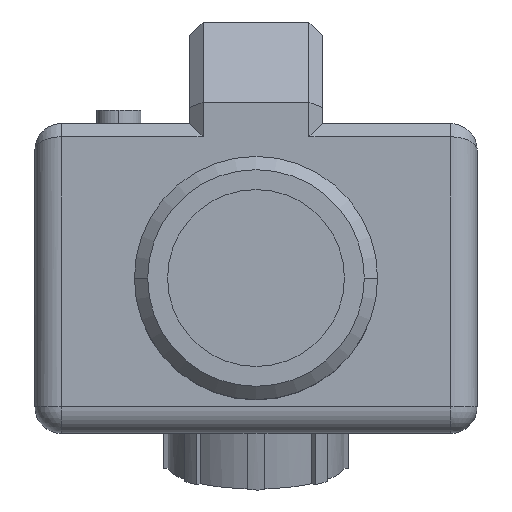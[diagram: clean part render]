
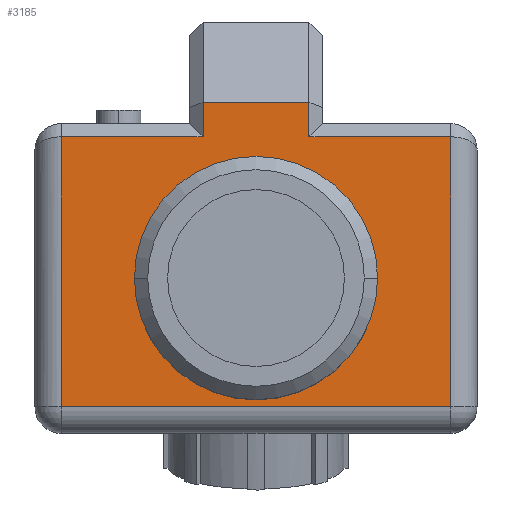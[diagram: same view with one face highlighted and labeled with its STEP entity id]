
A CAD part, top view. The second image highlights one B-rep face of the part: STEP entity #3185.
In plain terms, the highlighted planar face has unit normal (0, 0, 1).
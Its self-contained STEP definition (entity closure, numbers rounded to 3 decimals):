
#1 = ORIENTED_EDGE ( 'NONE', *, *, #2515, .T. ) ;
#9 = VECTOR ( 'NONE', #2251, 1000. ) ;
#88 = CIRCLE ( 'NONE', #3660, 27.5 ) ;
#122 = CARTESIAN_POINT ( 'NONE',  ( 15.026, 71.323, 105.003 ) ) ;
#166 = VECTOR ( 'NONE', #523, 1000. ) ;
#212 = LINE ( 'NONE', #1596, #166 ) ;
#220 = FACE_BOUND ( 'NONE', #2496, .T. ) ;
#221 = VERTEX_POINT ( 'NONE', #1713 ) ;
#223 = DIRECTION ( 'NONE',  ( 0., 0., 1. ) ) ;
#234 = DIRECTION ( 'NONE',  ( 1., 0., 0. ) ) ;
#238 = DIRECTION ( 'NONE',  ( -1., 0., 0. ) ) ;
#249 = CARTESIAN_POINT ( 'NONE',  ( -44.974, 71.323, 105.003 ) ) ;
#281 = VERTEX_POINT ( 'NONE', #122 ) ;
#297 = VERTEX_POINT ( 'NONE', #2658 ) ;
#338 = ORIENTED_EDGE ( 'NONE', *, *, #2125, .T. ) ;
#523 = DIRECTION ( 'NONE',  ( -1., 0., 0. ) ) ;
#604 = DIRECTION ( 'NONE',  ( 1., 0., 0. ) ) ;
#667 = LINE ( 'NONE', #1196, #882 ) ;
#686 = EDGE_CURVE ( 'NONE', #811, #1625, #667, .T. ) ;
#729 = DIRECTION ( 'NONE',  ( 0., -1., 0. ) ) ;
#811 = VERTEX_POINT ( 'NONE', #2749 ) ;
#882 = VECTOR ( 'NONE', #604, 1000. ) ;
#907 = CARTESIAN_POINT ( 'NONE',  ( -8.935, 66.53, 105.003 ) ) ;
#1079 = DIRECTION ( 'NONE',  ( 0., 1., 0. ) ) ;
#1095 = CARTESIAN_POINT ( 'NONE',  ( -40.955, 63.53, 105.003 ) ) ;
#1096 = VECTOR ( 'NONE', #3201, 1000. ) ;
#1102 = ORIENTED_EDGE ( 'NONE', *, *, #2336, .F. ) ;
#1105 = LINE ( 'NONE', #249, #9 ) ;
#1113 = LINE ( 'NONE', #3399, #2835 ) ;
#1136 = LINE ( 'NONE', #1697, #1210 ) ;
#1195 = VERTEX_POINT ( 'NONE', #1583 ) ;
#1196 = CARTESIAN_POINT ( 'NONE',  ( 53.045, 2.53, 105.003 ) ) ;
#1204 = EDGE_CURVE ( 'NONE', #297, #281, #1105, .T. ) ;
#1210 = VECTOR ( 'NONE', #1079, 1000. ) ;
#1272 = VERTEX_POINT ( 'NONE', #2230 ) ;
#1273 = VERTEX_POINT ( 'NONE', #2875 ) ;
#1336 = DIRECTION ( 'NONE',  ( 0., 0., -1. ) ) ;
#1338 = ORIENTED_EDGE ( 'NONE', *, *, #1664, .T. ) ;
#1451 = ORIENTED_EDGE ( 'NONE', *, *, #3447, .T. ) ;
#1583 = CARTESIAN_POINT ( 'NONE',  ( -24.455, 31.53, 105.003 ) ) ;
#1584 = CARTESIAN_POINT ( 'NONE',  ( 30.545, 31.53, 105.003 ) ) ;
#1596 = CARTESIAN_POINT ( 'NONE',  ( 18.026, 63.53, 105.003 ) ) ;
#1625 = VERTEX_POINT ( 'NONE', #3342 ) ;
#1664 = EDGE_CURVE ( 'NONE', #221, #281, #1136, .T. ) ;
#1673 = ORIENTED_EDGE ( 'NONE', *, *, #686, .T. ) ;
#1697 = CARTESIAN_POINT ( 'NONE',  ( 15.026, 66.53, 105.003 ) ) ;
#1713 = CARTESIAN_POINT ( 'NONE',  ( 15.026, 63.53, 105.003 ) ) ;
#1732 = EDGE_CURVE ( 'NONE', #1195, #1955, #88, .T. ) ;
#1763 = CIRCLE ( 'NONE', #2302, 27.5 ) ;
#1882 = VECTOR ( 'NONE', #3600, 1000. ) ;
#1945 = DIRECTION ( 'NONE',  ( 0., 0., 1. ) ) ;
#1955 = VERTEX_POINT ( 'NONE', #1584 ) ;
#2125 = EDGE_CURVE ( 'NONE', #1625, #1273, #1113, .T. ) ;
#2230 = CARTESIAN_POINT ( 'NONE',  ( -8.935, 63.53, 105.003 ) ) ;
#2244 = PLANE ( 'NONE',  #3674 ) ;
#2251 = DIRECTION ( 'NONE',  ( 1., 0., 0. ) ) ;
#2268 = FACE_OUTER_BOUND ( 'NONE', #3362, .T. ) ;
#2302 = AXIS2_PLACEMENT_3D ( 'NONE', #3052, #1945, #234 ) ;
#2336 = EDGE_CURVE ( 'NONE', #1955, #1195, #1763, .T. ) ;
#2496 = EDGE_LOOP ( 'NONE', ( #2797, #1102 ) ) ;
#2515 = EDGE_CURVE ( 'NONE', #297, #1272, #3472, .T. ) ;
#2542 = DIRECTION ( 'NONE',  ( 0., 1., 0. ) ) ;
#2546 = DIRECTION ( 'NONE',  ( 1., 0., 0. ) ) ;
#2611 = ORIENTED_EDGE ( 'NONE', *, *, #1204, .F. ) ;
#2658 = CARTESIAN_POINT ( 'NONE',  ( -8.935, 71.323, 105.003 ) ) ;
#2749 = CARTESIAN_POINT ( 'NONE',  ( -40.955, 2.53, 105.003 ) ) ;
#2797 = ORIENTED_EDGE ( 'NONE', *, *, #1732, .F. ) ;
#2835 = VECTOR ( 'NONE', #2542, 1000. ) ;
#2867 = ORIENTED_EDGE ( 'NONE', *, *, #3382, .T. ) ;
#2875 = CARTESIAN_POINT ( 'NONE',  ( 47.045, 63.53, 105.003 ) ) ;
#2906 = VECTOR ( 'NONE', #729, 1000. ) ;
#2908 = ORIENTED_EDGE ( 'NONE', *, *, #3679, .T. ) ;
#3052 = CARTESIAN_POINT ( 'NONE',  ( 3.045, 31.53, 105.003 ) ) ;
#3115 = CARTESIAN_POINT ( 'NONE',  ( 3.045, 31.53, 105.003 ) ) ;
#3121 = VERTEX_POINT ( 'NONE', #1095 ) ;
#3185 = ADVANCED_FACE ( 'NONE', ( #220, #2268 ), #2244, .F. ) ;
#3201 = DIRECTION ( 'NONE',  ( 0., -1., 0. ) ) ;
#3297 = LINE ( 'NONE', #3530, #2906 ) ;
#3342 = CARTESIAN_POINT ( 'NONE',  ( 47.045, 2.53, 105.003 ) ) ;
#3362 = EDGE_LOOP ( 'NONE', ( #2908, #1338, #2611, #1, #1451, #2867, #1673, #338 ) ) ;
#3382 = EDGE_CURVE ( 'NONE', #3121, #811, #3297, .T. ) ;
#3397 = CARTESIAN_POINT ( 'NONE',  ( -40.955, 63.53, 105.003 ) ) ;
#3399 = CARTESIAN_POINT ( 'NONE',  ( 47.045, 66.53, 105.003 ) ) ;
#3447 = EDGE_CURVE ( 'NONE', #1272, #3121, #3622, .T. ) ;
#3472 = LINE ( 'NONE', #907, #1096 ) ;
#3530 = CARTESIAN_POINT ( 'NONE',  ( -40.955, 66.53, 105.003 ) ) ;
#3600 = DIRECTION ( 'NONE',  ( -1., 0., 0. ) ) ;
#3622 = LINE ( 'NONE', #3397, #1882 ) ;
#3645 = CARTESIAN_POINT ( 'NONE',  ( 53.045, 66.53, 105.003 ) ) ;
#3660 = AXIS2_PLACEMENT_3D ( 'NONE', #3115, #223, #2546 ) ;
#3674 = AXIS2_PLACEMENT_3D ( 'NONE', #3645, #1336, #238 ) ;
#3679 = EDGE_CURVE ( 'NONE', #1273, #221, #212, .T. ) ;
